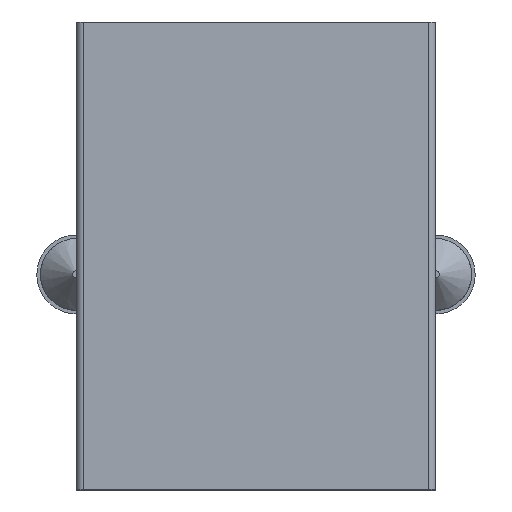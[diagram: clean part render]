
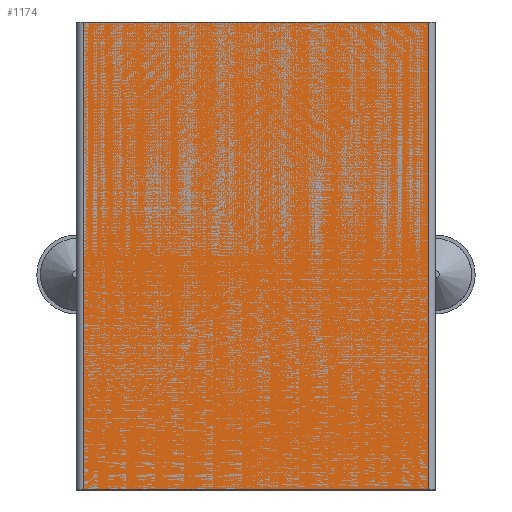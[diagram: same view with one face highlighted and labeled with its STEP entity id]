
A CAD part, top view. The second image highlights one B-rep face of the part: STEP entity #1174.
In plain terms, the highlighted planar face has unit normal (0, 0, 1).
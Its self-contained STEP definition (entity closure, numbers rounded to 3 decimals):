
#60=PLANE('',#1272);
#116=FACE_OUTER_BOUND('',#188,.T.);
#188=EDGE_LOOP('',(#949,#950,#951,#952));
#288=LINE('',#1821,#412);
#289=LINE('',#1825,#413);
#291=LINE('',#1831,#415);
#292=LINE('',#1832,#416);
#412=VECTOR('',#1477,10.);
#413=VECTOR('',#1482,10.);
#415=VECTOR('',#1488,10.);
#416=VECTOR('',#1489,10.);
#573=VERTEX_POINT('',#1818);
#574=VERTEX_POINT('',#1820);
#575=VERTEX_POINT('',#1824);
#577=VERTEX_POINT('',#1830);
#708=EDGE_CURVE('',#573,#574,#288,.T.);
#710=EDGE_CURVE('',#575,#574,#289,.T.);
#713=EDGE_CURVE('',#573,#577,#291,.T.);
#714=EDGE_CURVE('',#575,#577,#292,.T.);
#949=ORIENTED_EDGE('',*,*,#708,.F.);
#950=ORIENTED_EDGE('',*,*,#713,.T.);
#951=ORIENTED_EDGE('',*,*,#714,.F.);
#952=ORIENTED_EDGE('',*,*,#710,.T.);
#1174=ADVANCED_FACE('',(#116),#60,.T.);
#1272=AXIS2_PLACEMENT_3D('',#1829,#1486,#1487);
#1477=DIRECTION('',(0.,-1.,0.));
#1482=DIRECTION('',(1.,0.,0.));
#1486=DIRECTION('center_axis',(0.,0.,1.));
#1487=DIRECTION('ref_axis',(1.,0.,0.));
#1488=DIRECTION('',(-1.,0.,0.));
#1489=DIRECTION('',(0.,1.,0.));
#1818=CARTESIAN_POINT('',(4.8,6.5,14.55));
#1820=CARTESIAN_POINT('',(4.8,-6.5,14.55));
#1821=CARTESIAN_POINT('',(4.8,-3.25,14.55));
#1824=CARTESIAN_POINT('',(-4.8,-6.5,14.55));
#1825=CARTESIAN_POINT('',(-5.,-6.5,14.55));
#1829=CARTESIAN_POINT('Origin',(0.,0.,14.55));
#1830=CARTESIAN_POINT('',(-4.8,6.5,14.55));
#1831=CARTESIAN_POINT('',(5.,6.5,14.55));
#1832=CARTESIAN_POINT('',(-4.8,3.25,14.55));
